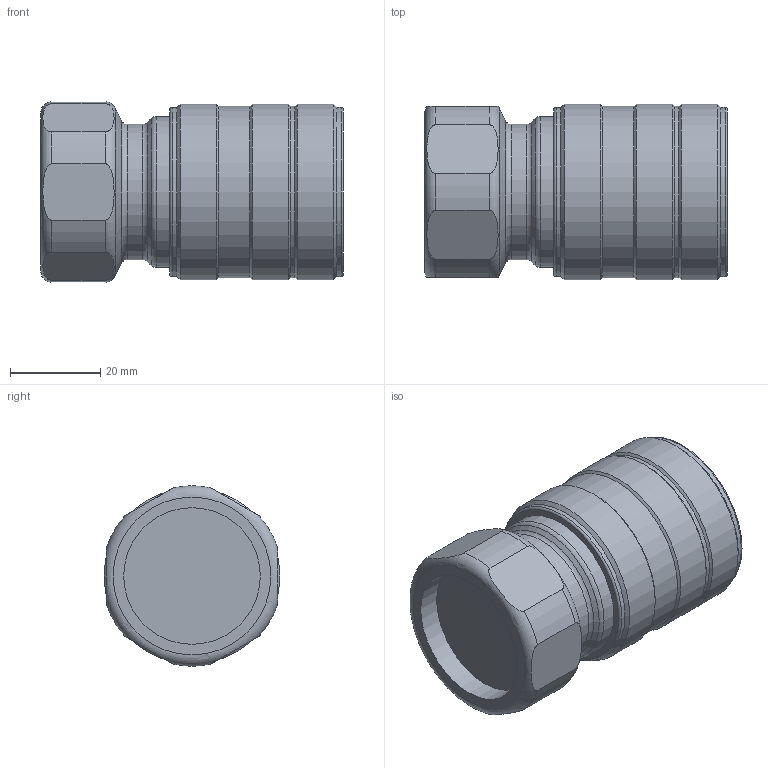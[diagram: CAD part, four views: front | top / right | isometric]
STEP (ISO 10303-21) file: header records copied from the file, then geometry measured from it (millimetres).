
FILE_DESCRIPTION(/* description */ (''),/* implementation_level */ '2;1');
FILE_NAME(/* name */ 'WL 10 I.stp',/* time_stamp */ '2021-05-21T07:15:34+02:00',/* author */ ('ertl'),/* organization */ (''),/* preprocessor_version */ 'ST-DEVELOPER v17',/* originating_system */ 'Autodesk Inventor 2018',/* authorisation */ '0 mm^3');
FILE_SCHEMA (('AUTOMOTIVE_DESIGN { 1 0 10303 214 3 1 1 }'));
Length unit declared in the file: millimetre
Products named in the file (1): ENG-012034_Shrinkwrap_1
Bounding box: 67.18 x 39 x 39.95 mm (x, y, z)
Volume: 69377.8 mm3; surface area: 11552.8 mm2
Topology: 1 solids, 1 shells, 43 faces, 129 edges, 91 vertices
Faces by surface type: cylinder 17, plane 11, cone 8, torus 7
Full cylindrical faces by diameter (mm): 26.2 x1, 30 x1, 30.291 x1, 33.5 x1, 37.5 x2, 38 x2, 39 x3
Entity records: 1854 total; most frequent: CARTESIAN_POINT 523, DIRECTION 287, ORIENTED_EDGE 258, EDGE_CURVE 129, AXIS2_PLACEMENT_3D 128, VERTEX_POINT 91, CIRCLE 84, EDGE_LOOP 46
